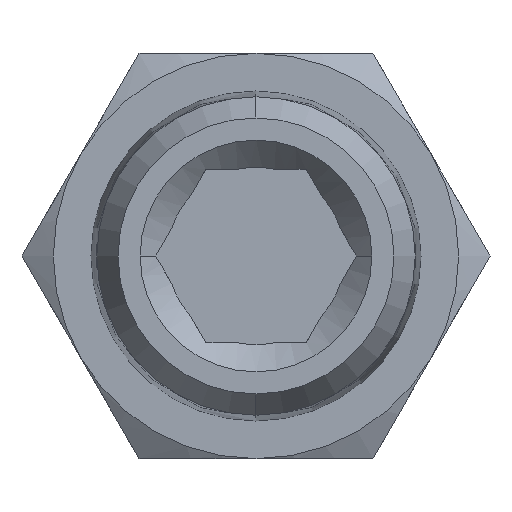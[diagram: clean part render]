
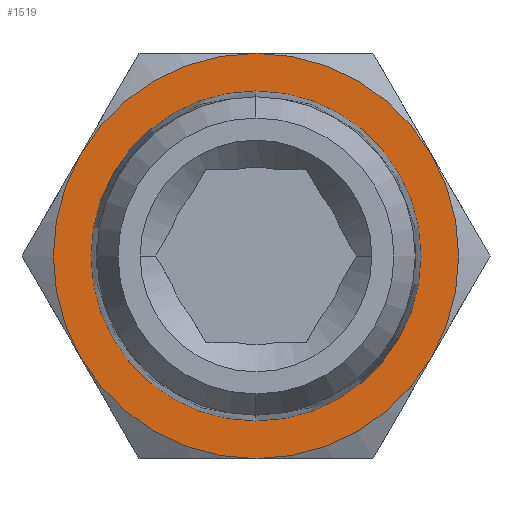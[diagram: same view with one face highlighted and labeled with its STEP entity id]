
A CAD part, front view. The second image highlights one B-rep face of the part: STEP entity #1519.
In plain terms, the highlighted planar face has unit normal (0, -1, 0).
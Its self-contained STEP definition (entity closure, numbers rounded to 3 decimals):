
#207 = EDGE_CURVE ( 'NONE', #1013, #1015, #910, .T. ) ;
#267 = EDGE_CURVE ( 'NONE', #1039, #1085, #1084, .T. ) ;
#268 = EDGE_CURVE ( 'NONE', #1085, #1075, #1086, .T. ) ;
#271 = EDGE_CURVE ( 'NONE', #1075, #1083, #1090, .T. ) ;
#274 = EDGE_CURVE ( 'NONE', #1083, #1081, #1082, .T. ) ;
#277 = EDGE_CURVE ( 'NONE', #1081, #1069, #1092, .T. ) ;
#280 = EDGE_CURVE ( 'NONE', #1069, #1039, #1094, .T. ) ;
#286 = EDGE_CURVE ( 'NONE', #1015, #1013, #1102, .T. ) ;
#392 = AXIS2_PLACEMENT_3D ( 'NONE', #1971, #1970, #1969 ) ;
#407 = AXIS2_PLACEMENT_3D ( 'NONE', #1780, #1779, #1777 ) ;
#408 = AXIS2_PLACEMENT_3D ( 'NONE', #1774, #1771, #1770 ) ;
#409 = AXIS2_PLACEMENT_3D ( 'NONE', #1749, #1748, #1747 ) ;
#410 = AXIS2_PLACEMENT_3D ( 'NONE', #1726, #1725, #1724 ) ;
#411 = AXIS2_PLACEMENT_3D ( 'NONE', #1708, #1706, #1705 ) ;
#412 = AXIS2_PLACEMENT_3D ( 'NONE', #1685, #1684, #1683 ) ;
#416 = AXIS2_PLACEMENT_3D ( 'NONE', #1687, #1761, #1795 ) ;
#749 = FACE_OUTER_BOUND ( 'NONE', #1362, .T. ) ;
#750 = FACE_BOUND ( 'NONE', #1367, .T. ) ;
#910 = CIRCLE ( 'NONE', #392, 8.55 ) ;
#1013 = VERTEX_POINT ( 'NONE', #3304 ) ;
#1015 = VERTEX_POINT ( 'NONE', #3305 ) ;
#1039 = VERTEX_POINT ( 'NONE', #3317 ) ;
#1069 = VERTEX_POINT ( 'NONE', #3332 ) ;
#1075 = VERTEX_POINT ( 'NONE', #3335 ) ;
#1081 = VERTEX_POINT ( 'NONE', #3338 ) ;
#1082 = CIRCLE ( 'NONE', #410, 10.5 ) ;
#1083 = VERTEX_POINT ( 'NONE', #3339 ) ;
#1084 = CIRCLE ( 'NONE', #407, 10.5 ) ;
#1085 = VERTEX_POINT ( 'NONE', #3340 ) ;
#1086 = CIRCLE ( 'NONE', #408, 10.5 ) ;
#1090 = CIRCLE ( 'NONE', #409, 10.5 ) ;
#1092 = CIRCLE ( 'NONE', #411, 10.5 ) ;
#1094 = CIRCLE ( 'NONE', #412, 10.5 ) ;
#1102 = CIRCLE ( 'NONE', #416, 8.55 ) ;
#1362 = EDGE_LOOP ( 'NONE', ( #2401, #2400, #2399, #2398, #2397, #2396 ) ) ;
#1367 = EDGE_LOOP ( 'NONE', ( #2395, #2394 ) ) ;
#1519 = ADVANCED_FACE ( 'NONE', ( #749, #750 ), #2769, .T. ) ;
#1683 = DIRECTION ( 'NONE',  ( 0., 0., -1. ) ) ;
#1684 = DIRECTION ( 'NONE',  ( 0., -1., 0. ) ) ;
#1685 = CARTESIAN_POINT ( 'NONE',  ( 0., 11.5, 0. ) ) ;
#1687 = CARTESIAN_POINT ( 'NONE',  ( 0., 11.5, 0. ) ) ;
#1705 = DIRECTION ( 'NONE',  ( 0., 0., -1. ) ) ;
#1706 = DIRECTION ( 'NONE',  ( 0., -1., 0. ) ) ;
#1708 = CARTESIAN_POINT ( 'NONE',  ( 0., 11.5, 0. ) ) ;
#1724 = DIRECTION ( 'NONE',  ( 0., 0., -1. ) ) ;
#1725 = DIRECTION ( 'NONE',  ( 0., -1., 0. ) ) ;
#1726 = CARTESIAN_POINT ( 'NONE',  ( 0., 11.5, 0. ) ) ;
#1747 = DIRECTION ( 'NONE',  ( 0., 0., -1. ) ) ;
#1748 = DIRECTION ( 'NONE',  ( 0., -1., 0. ) ) ;
#1749 = CARTESIAN_POINT ( 'NONE',  ( 0., 11.5, 0. ) ) ;
#1761 = DIRECTION ( 'NONE',  ( 0., -1., 0. ) ) ;
#1770 = DIRECTION ( 'NONE',  ( 0., 0., -1. ) ) ;
#1771 = DIRECTION ( 'NONE',  ( 0., -1., 0. ) ) ;
#1774 = CARTESIAN_POINT ( 'NONE',  ( 0., 11.5, 0. ) ) ;
#1777 = DIRECTION ( 'NONE',  ( 0., 0., -1. ) ) ;
#1779 = DIRECTION ( 'NONE',  ( 0., -1., 0. ) ) ;
#1780 = CARTESIAN_POINT ( 'NONE',  ( 0., 11.5, 0. ) ) ;
#1795 = DIRECTION ( 'NONE',  ( 0., 0., -1. ) ) ;
#1969 = DIRECTION ( 'NONE',  ( 0., 0., -1. ) ) ;
#1970 = DIRECTION ( 'NONE',  ( 0., -1., 0. ) ) ;
#1971 = CARTESIAN_POINT ( 'NONE',  ( 0., 11.5, 0. ) ) ;
#2394 = ORIENTED_EDGE ( 'NONE', *, *, #207, .F. ) ;
#2395 = ORIENTED_EDGE ( 'NONE', *, *, #286, .F. ) ;
#2396 = ORIENTED_EDGE ( 'NONE', *, *, #280, .T. ) ;
#2397 = ORIENTED_EDGE ( 'NONE', *, *, #277, .T. ) ;
#2398 = ORIENTED_EDGE ( 'NONE', *, *, #274, .T. ) ;
#2399 = ORIENTED_EDGE ( 'NONE', *, *, #271, .T. ) ;
#2400 = ORIENTED_EDGE ( 'NONE', *, *, #268, .T. ) ;
#2401 = ORIENTED_EDGE ( 'NONE', *, *, #267, .T. ) ;
#2769 = PLANE ( 'NONE',  #3590 ) ;
#2776 = CARTESIAN_POINT ( 'NONE',  ( 8.55, 11.5, 0. ) ) ;
#2777 = DIRECTION ( 'NONE',  ( 0., -1., 0. ) ) ;
#2778 = DIRECTION ( 'NONE',  ( 0., 0., -1. ) ) ;
#3304 = CARTESIAN_POINT ( 'NONE',  ( 0., 11.5, -8.55 ) ) ;
#3305 = CARTESIAN_POINT ( 'NONE',  ( 0., 11.5, 8.55 ) ) ;
#3317 = CARTESIAN_POINT ( 'NONE',  ( 0., 11.5, -10.5 ) ) ;
#3332 = CARTESIAN_POINT ( 'NONE',  ( -9.093, 11.5, -5.25 ) ) ;
#3335 = CARTESIAN_POINT ( 'NONE',  ( 9.093, 11.5, 5.25 ) ) ;
#3338 = CARTESIAN_POINT ( 'NONE',  ( -9.093, 11.5, 5.25 ) ) ;
#3339 = CARTESIAN_POINT ( 'NONE',  ( 0., 11.5, 10.5 ) ) ;
#3340 = CARTESIAN_POINT ( 'NONE',  ( 9.093, 11.5, -5.25 ) ) ;
#3590 = AXIS2_PLACEMENT_3D ( 'NONE', #2776, #2777, #2778 ) ;
